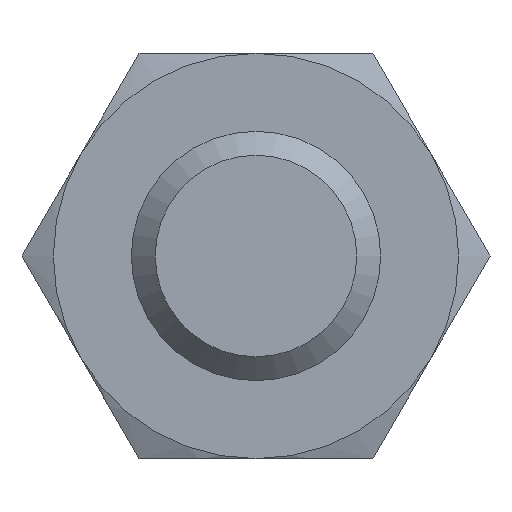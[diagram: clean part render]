
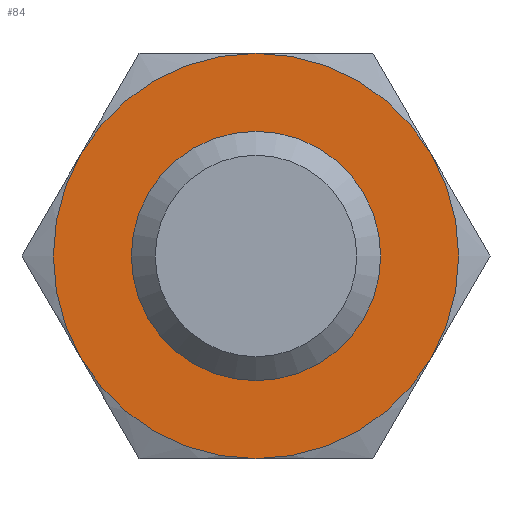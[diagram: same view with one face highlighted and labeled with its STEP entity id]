
A CAD part, front view. The second image highlights one B-rep face of the part: STEP entity #84.
In plain terms, the highlighted planar face has unit normal (0, -1, 0).
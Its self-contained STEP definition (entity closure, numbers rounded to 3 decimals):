
#84 = ADVANCED_FACE( '', ( #175, #176 ), #177, .F. );
#175 = FACE_BOUND( '', #266, .T. );
#176 = FACE_OUTER_BOUND( '', #267, .T. );
#177 = PLANE( '', #268 );
#266 = EDGE_LOOP( '', ( #422 ) );
#267 = EDGE_LOOP( '', ( #423, #424, #425, #426, #427, #428 ) );
#268 = AXIS2_PLACEMENT_3D( '', #429, #430, #431 );
#422 = ORIENTED_EDGE( '', *, *, #500, .F. );
#423 = ORIENTED_EDGE( '', *, *, #550, .T. );
#424 = ORIENTED_EDGE( '', *, *, #551, .T. );
#425 = ORIENTED_EDGE( '', *, *, #552, .T. );
#426 = ORIENTED_EDGE( '', *, *, #535, .T. );
#427 = ORIENTED_EDGE( '', *, *, #553, .T. );
#428 = ORIENTED_EDGE( '', *, *, #554, .T. );
#429 = CARTESIAN_POINT( '', ( 6.5, 0., 0. ) );
#430 = DIRECTION( '', ( 0., 1., 0. ) );
#431 = DIRECTION( '', ( 0., 0., 1. ) );
#500 = EDGE_CURVE( '', #577, #577, #578, .T. );
#535 = EDGE_CURVE( '', #633, #606, #634, .T. );
#550 = EDGE_CURVE( '', #637, #583, #652, .T. );
#551 = EDGE_CURVE( '', #583, #653, #654, .T. );
#552 = EDGE_CURVE( '', #653, #633, #655, .T. );
#553 = EDGE_CURVE( '', #606, #656, #657, .T. );
#554 = EDGE_CURVE( '', #656, #637, #658, .T. );
#577 = VERTEX_POINT( '', #681 );
#578 = CIRCLE( '', #682, 3. );
#583 = VERTEX_POINT( '', #688 );
#606 = VERTEX_POINT( '', #743 );
#633 = VERTEX_POINT( '', #806 );
#634 = CIRCLE( '', #807, 6.5 );
#637 = VERTEX_POINT( '', #815 );
#652 = CIRCLE( '', #857, 6.5 );
#653 = VERTEX_POINT( '', #858 );
#654 = CIRCLE( '', #859, 6.5 );
#655 = CIRCLE( '', #860, 6.5 );
#656 = VERTEX_POINT( '', #861 );
#657 = CIRCLE( '', #862, 6.5 );
#658 = CIRCLE( '', #863, 6.5 );
#681 = CARTESIAN_POINT( '', ( 0., 0., -3. ) );
#682 = AXIS2_PLACEMENT_3D( '', #911, #912, #913 );
#688 = CARTESIAN_POINT( '', ( 5.629, 0., -3.25 ) );
#743 = CARTESIAN_POINT( '', ( -5.629, 0., 3.25 ) );
#806 = CARTESIAN_POINT( '', ( 0., 0., 6.5 ) );
#807 = AXIS2_PLACEMENT_3D( '', #942, #943, #944 );
#815 = CARTESIAN_POINT( '', ( 0., 0., -6.5 ) );
#857 = AXIS2_PLACEMENT_3D( '', #947, #948, #949 );
#858 = CARTESIAN_POINT( '', ( 5.629, 0., 3.25 ) );
#859 = AXIS2_PLACEMENT_3D( '', #950, #951, #952 );
#860 = AXIS2_PLACEMENT_3D( '', #953, #954, #955 );
#861 = CARTESIAN_POINT( '', ( -5.629, 0., -3.25 ) );
#862 = AXIS2_PLACEMENT_3D( '', #956, #957, #958 );
#863 = AXIS2_PLACEMENT_3D( '', #959, #960, #961 );
#911 = CARTESIAN_POINT( '', ( 0., 0., 0. ) );
#912 = DIRECTION( '', ( 0., -1., 0. ) );
#913 = DIRECTION( '', ( 0., 0., -1. ) );
#942 = CARTESIAN_POINT( '', ( 0., 0., 0. ) );
#943 = DIRECTION( '', ( 0., -1., 0. ) );
#944 = DIRECTION( '', ( 0., 0., -1. ) );
#947 = CARTESIAN_POINT( '', ( 0., 0., 0. ) );
#948 = DIRECTION( '', ( 0., -1., 0. ) );
#949 = DIRECTION( '', ( 0., 0., -1. ) );
#950 = CARTESIAN_POINT( '', ( 0., 0., 0. ) );
#951 = DIRECTION( '', ( 0., -1., 0. ) );
#952 = DIRECTION( '', ( 0., 0., -1. ) );
#953 = CARTESIAN_POINT( '', ( 0., 0., 0. ) );
#954 = DIRECTION( '', ( 0., -1., 0. ) );
#955 = DIRECTION( '', ( 0., 0., -1. ) );
#956 = CARTESIAN_POINT( '', ( 0., 0., 0. ) );
#957 = DIRECTION( '', ( 0., -1., 0. ) );
#958 = DIRECTION( '', ( 0., 0., -1. ) );
#959 = CARTESIAN_POINT( '', ( 0., 0., 0. ) );
#960 = DIRECTION( '', ( 0., -1., 0. ) );
#961 = DIRECTION( '', ( 0., 0., -1. ) );
